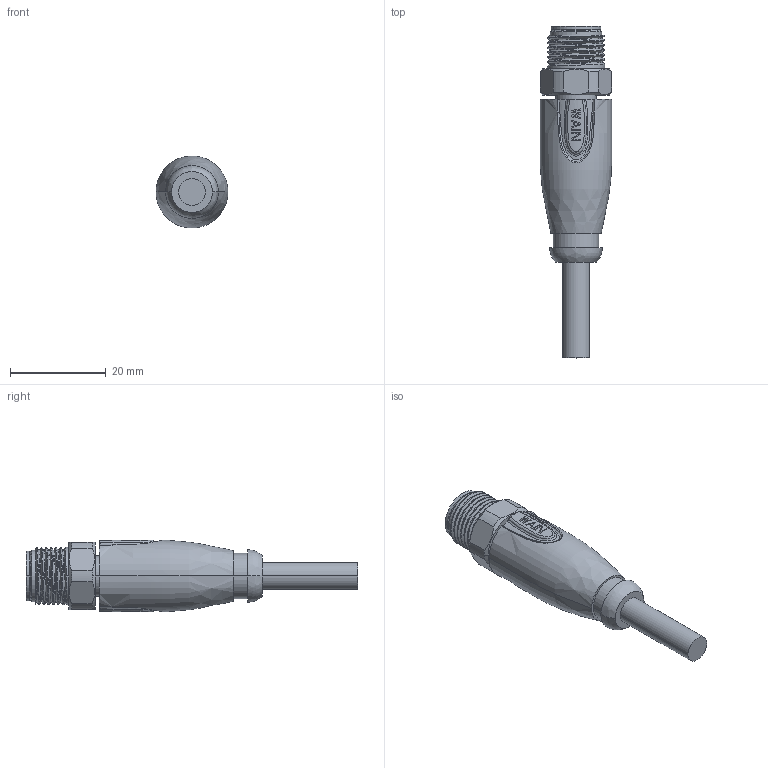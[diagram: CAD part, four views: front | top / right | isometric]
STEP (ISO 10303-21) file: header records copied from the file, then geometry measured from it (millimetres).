
FILE_DESCRIPTION((''),'2;1');
FILE_NAME('1','2017-08-02T',('ch.chen'),(''),'PRO/ENGINEER BY PARAMETRIC TECHNOLOGY CORPORATION, 2012480','PRO/ENGINEER BY PARAMETRIC TECHNOLOGY CORPORATION, 2012480','');
FILE_SCHEMA(('AUTOMOTIVE_DESIGN { 1 0 10303 214 1 1 1 1 }'));
Length unit declared in the file: millimetre
Products named in the file (1): 1
Bounding box: 15 x 69.3 x 15 mm (x, y, z)
Volume: 6624.1 mm3; surface area: 4373.8 mm2
Topology: 1 solids, 4 shells, 285 faces, 682 edges, 435 vertices
Faces by surface type: plane 120, cylinder 83, bspline 28, cone 27, revolution 16, sphere 6, extrusion 4, torus 1
Entity records: 15428 total; most frequent: CARTESIAN_POINT 8190, ORIENTED_EDGE 1344, DIRECTION 1166, EDGE_CURVE 672, AXIS2_PLACEMENT_3D 466, VERTEX_POINT 435, EDGE_LOOP 331, FACE_OUTER_BOUND 285
